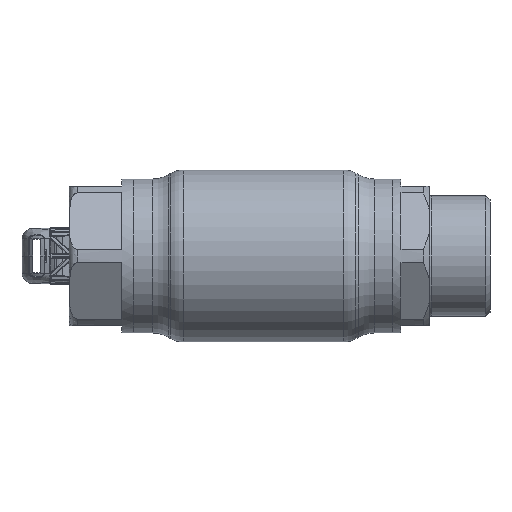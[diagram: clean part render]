
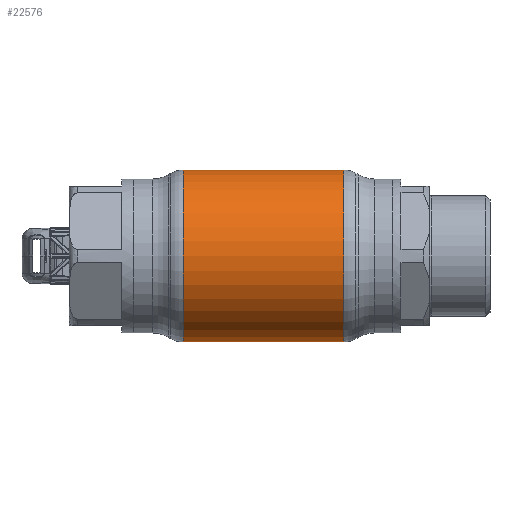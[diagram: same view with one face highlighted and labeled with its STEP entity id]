
A CAD part, front view. The second image highlights one B-rep face of the part: STEP entity #22576.
In plain terms, the highlighted cylindrical face has radius 42.5 mm (diameter 85 mm), a partial arc.
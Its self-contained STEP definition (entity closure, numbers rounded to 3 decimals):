
#2105 = AXIS2_PLACEMENT_3D ( 'NONE', #25410, #48820, #10397 ) ;
#5713 = VERTEX_POINT ( 'NONE', #61656 ) ;
#7700 = LINE ( 'NONE', #54252, #43242 ) ;
#10397 = DIRECTION ( 'NONE',  ( 0., 0., 1. ) ) ;
#10991 = ORIENTED_EDGE ( 'NONE', *, *, #12185, .T. ) ;
#12185 = EDGE_CURVE ( 'NONE', #5713, #52497, #32907, .T. ) ;
#16971 = DIRECTION ( 'NONE',  ( -1., 0., 0. ) ) ;
#17454 = AXIS2_PLACEMENT_3D ( 'NONE', #20136, #54304, #48822 ) ;
#20136 = CARTESIAN_POINT ( 'NONE',  ( 39.749, 0., 0. ) ) ;
#22260 = CARTESIAN_POINT ( 'NONE',  ( -62.69, 0., 0. ) ) ;
#22576 = ADVANCED_FACE ( 'NONE', ( #61974 ), #30143, .T. ) ;
#25410 = CARTESIAN_POINT ( 'NONE',  ( -39.749, 0., 0. ) ) ;
#26209 = CIRCLE ( 'NONE', #2105, 42.5 ) ;
#27748 = EDGE_CURVE ( 'NONE', #52497, #51283, #7700, .T. ) ;
#30143 = CYLINDRICAL_SURFACE ( 'NONE', #40756, 42.5 ) ;
#31346 = EDGE_CURVE ( 'NONE', #60598, #51283, #26209, .T. ) ;
#32907 = CIRCLE ( 'NONE', #17454, 42.5 ) ;
#33142 = ORIENTED_EDGE ( 'NONE', *, *, #31346, .F. ) ;
#36620 = DIRECTION ( 'NONE',  ( -1., 0., 0. ) ) ;
#37392 = CARTESIAN_POINT ( 'NONE',  ( 39.749, 0., 42.5 ) ) ;
#39371 = VECTOR ( 'NONE', #44387, 1000. ) ;
#39557 = CARTESIAN_POINT ( 'NONE',  ( -62.69, 0., -42.5 ) ) ;
#40756 = AXIS2_PLACEMENT_3D ( 'NONE', #22260, #36620, #56042 ) ;
#40799 = CARTESIAN_POINT ( 'NONE',  ( -39.749, 0., -42.5 ) ) ;
#43242 = VECTOR ( 'NONE', #16971, 1000. ) ;
#44387 = DIRECTION ( 'NONE',  ( -1., 0., 0. ) ) ;
#48820 = DIRECTION ( 'NONE',  ( -1., 0., 0. ) ) ;
#48822 = DIRECTION ( 'NONE',  ( 0., 0., 1. ) ) ;
#49285 = ORIENTED_EDGE ( 'NONE', *, *, #49405, .F. ) ;
#49405 = EDGE_CURVE ( 'NONE', #5713, #60598, #52894, .T. ) ;
#51283 = VERTEX_POINT ( 'NONE', #52999 ) ;
#52497 = VERTEX_POINT ( 'NONE', #37392 ) ;
#52894 = LINE ( 'NONE', #39557, #39371 ) ;
#52999 = CARTESIAN_POINT ( 'NONE',  ( -39.749, 0., 42.5 ) ) ;
#54252 = CARTESIAN_POINT ( 'NONE',  ( -62.69, 0., 42.5 ) ) ;
#54304 = DIRECTION ( 'NONE',  ( -1., 0., 0. ) ) ;
#56042 = DIRECTION ( 'NONE',  ( 0., 0., 1. ) ) ;
#56583 = EDGE_LOOP ( 'NONE', ( #49285, #10991, #58157, #33142 ) ) ;
#58157 = ORIENTED_EDGE ( 'NONE', *, *, #27748, .T. ) ;
#60598 = VERTEX_POINT ( 'NONE', #40799 ) ;
#61656 = CARTESIAN_POINT ( 'NONE',  ( 39.749, 0., -42.5 ) ) ;
#61974 = FACE_OUTER_BOUND ( 'NONE', #56583, .T. ) ;
